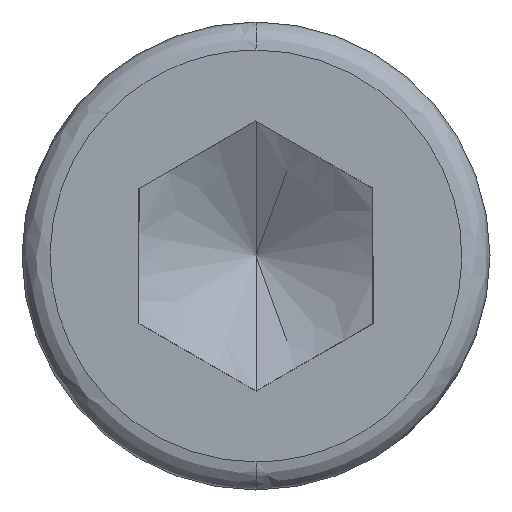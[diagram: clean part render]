
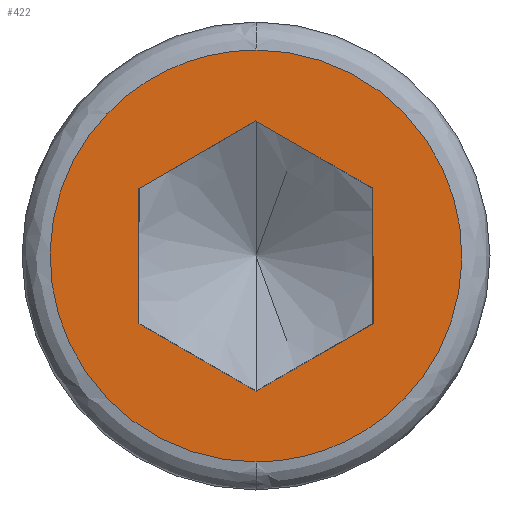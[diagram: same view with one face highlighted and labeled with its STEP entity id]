
A CAD part, left-side view. The second image highlights one B-rep face of the part: STEP entity #422.
In plain terms, the highlighted planar face has unit normal (-1, 0, 0).
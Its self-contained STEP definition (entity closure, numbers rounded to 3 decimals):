
#9 = DIRECTION ( 'NONE',  ( 0., -0.866, -0.5 ) ) ;
#14 = VERTEX_POINT ( 'NONE', #445 ) ;
#30 = PLANE ( 'NONE',  #110 ) ;
#33 = ORIENTED_EDGE ( 'NONE', *, *, #404, .T. ) ;
#75 = CARTESIAN_POINT ( 'NONE',  ( -6., 0., 2.887 ) ) ;
#80 = ORIENTED_EDGE ( 'NONE', *, *, #271, .T. ) ;
#91 = EDGE_CURVE ( 'NONE', #435, #114, #104, .T. ) ;
#98 = CARTESIAN_POINT ( 'NONE',  ( -6., 2.5, 1.443 ) ) ;
#102 = LINE ( 'NONE', #530, #684 ) ;
#104 = LINE ( 'NONE', #393, #686 ) ;
#109 = CARTESIAN_POINT ( 'NONE',  ( -6., 0., 4.4 ) ) ;
#110 = AXIS2_PLACEMENT_3D ( 'NONE', #717, #376, #542 ) ;
#112 = VECTOR ( 'NONE', #9, 1000. ) ;
#114 = VERTEX_POINT ( 'NONE', #450 ) ;
#120 = CARTESIAN_POINT ( 'NONE',  ( -6., 0., -4.4 ) ) ;
#132 = CARTESIAN_POINT ( 'NONE',  ( -6., -2.5, -1.443 ) ) ;
#148 = FACE_BOUND ( 'NONE', #209, .T. ) ;
#152 = ORIENTED_EDGE ( 'NONE', *, *, #91, .T. ) ;
#159 = VERTEX_POINT ( 'NONE', #352 ) ;
#170 = EDGE_CURVE ( 'NONE', #579, #14, #615, .T. ) ;
#183 = CARTESIAN_POINT ( 'NONE',  ( -6., -8.8, -4.4 ) ) ;
#192 = DIRECTION ( 'NONE',  ( 0., 0., 1. ) ) ;
#196 = CARTESIAN_POINT ( 'NONE',  ( -6., 0., -4.4 ) ) ;
#209 = EDGE_LOOP ( 'NONE', ( #558, #152, #80, #687, #305, #33 ) ) ;
#254 = DIRECTION ( 'NONE',  ( 0., 0., -1. ) ) ;
#262 = VERTEX_POINT ( 'NONE', #367 ) ;
#271 = EDGE_CURVE ( 'NONE', #114, #374, #102, .T. ) ;
#272 = CARTESIAN_POINT ( 'NONE',  ( -6., 0., -4.4 ) ) ;
#273 =( BOUNDED_CURVE ( )  B_SPLINE_CURVE ( 3, ( #585, #703, #183, #196 ),
 .UNSPECIFIED., .F., .F. ) 
 B_SPLINE_CURVE_WITH_KNOTS ( ( 4, 4 ),
 ( 0.25, 0.75 ),
 .UNSPECIFIED. ) 
 CURVE ( )  GEOMETRIC_REPRESENTATION_ITEM ( )  RATIONAL_B_SPLINE_CURVE ( ( 1., 0.333, 0.333, 1. ) ) 
 REPRESENTATION_ITEM ( '' )  );
#297 = DIRECTION ( 'NONE',  ( 0., 0.866, -0.5 ) ) ;
#303 = LINE ( 'NONE', #75, #112 ) ;
#305 = ORIENTED_EDGE ( 'NONE', *, *, #333, .T. ) ;
#333 = EDGE_CURVE ( 'NONE', #159, #262, #303, .T. ) ;
#349 = EDGE_CURVE ( 'NONE', #398, #435, #431, .T. ) ;
#352 = CARTESIAN_POINT ( 'NONE',  ( -6., 0., 2.887 ) ) ;
#357 = VECTOR ( 'NONE', #627, 1000. ) ;
#359 = VECTOR ( 'NONE', #297, 1000. ) ;
#367 = CARTESIAN_POINT ( 'NONE',  ( -6., -2.5, 1.443 ) ) ;
#374 = VERTEX_POINT ( 'NONE', #483 ) ;
#376 = DIRECTION ( 'NONE',  ( -1., 0., 0. ) ) ;
#377 = CARTESIAN_POINT ( 'NONE',  ( -6., 0., -2.887 ) ) ;
#393 = CARTESIAN_POINT ( 'NONE',  ( -6., 0., -2.887 ) ) ;
#398 = VERTEX_POINT ( 'NONE', #701 ) ;
#404 = EDGE_CURVE ( 'NONE', #262, #398, #454, .T. ) ;
#419 = CARTESIAN_POINT ( 'NONE',  ( -6., -2.5, 0. ) ) ;
#422 = ADVANCED_FACE ( 'NONE', ( #148, #693 ), #30, .T. ) ;
#431 = LINE ( 'NONE', #132, #359 ) ;
#435 = VERTEX_POINT ( 'NONE', #377 ) ;
#445 = CARTESIAN_POINT ( 'NONE',  ( -6., 0., 4.4 ) ) ;
#450 = CARTESIAN_POINT ( 'NONE',  ( -6., 2.5, -1.443 ) ) ;
#454 = LINE ( 'NONE', #419, #494 ) ;
#463 = CARTESIAN_POINT ( 'NONE',  ( -6., 8.8, 4.4 ) ) ;
#483 = CARTESIAN_POINT ( 'NONE',  ( -6., 2.5, 1.443 ) ) ;
#494 = VECTOR ( 'NONE', #254, 1000. ) ;
#511 = DIRECTION ( 'NONE',  ( 0., 0.866, 0.5 ) ) ;
#530 = CARTESIAN_POINT ( 'NONE',  ( -6., 2.5, 0. ) ) ;
#542 = DIRECTION ( 'NONE',  ( 0., 0., 1. ) ) ;
#558 = ORIENTED_EDGE ( 'NONE', *, *, #349, .T. ) ;
#564 = LINE ( 'NONE', #98, #357 ) ;
#567 = EDGE_LOOP ( 'NONE', ( #654, #678 ) ) ;
#579 = VERTEX_POINT ( 'NONE', #272 ) ;
#585 = CARTESIAN_POINT ( 'NONE',  ( -6., 0., 4.4 ) ) ;
#600 = EDGE_CURVE ( 'NONE', #374, #159, #564, .T. ) ;
#615 =( BOUNDED_CURVE ( )  B_SPLINE_CURVE ( 3, ( #120, #696, #463, #109 ),
 .UNSPECIFIED., .F., .F. ) 
 B_SPLINE_CURVE_WITH_KNOTS ( ( 4, 4 ),
 ( 0.75, 1.25 ),
 .UNSPECIFIED. ) 
 CURVE ( )  GEOMETRIC_REPRESENTATION_ITEM ( )  RATIONAL_B_SPLINE_CURVE ( ( 1., 0.333, 0.333, 1. ) ) 
 REPRESENTATION_ITEM ( '' )  );
#627 = DIRECTION ( 'NONE',  ( 0., -0.866, 0.5 ) ) ;
#654 = ORIENTED_EDGE ( 'NONE', *, *, #170, .F. ) ;
#678 = ORIENTED_EDGE ( 'NONE', *, *, #735, .F. ) ;
#684 = VECTOR ( 'NONE', #192, 1000. ) ;
#686 = VECTOR ( 'NONE', #511, 1000. ) ;
#687 = ORIENTED_EDGE ( 'NONE', *, *, #600, .T. ) ;
#693 = FACE_OUTER_BOUND ( 'NONE', #567, .T. ) ;
#696 = CARTESIAN_POINT ( 'NONE',  ( -6., 8.8, -4.4 ) ) ;
#701 = CARTESIAN_POINT ( 'NONE',  ( -6., -2.5, -1.443 ) ) ;
#703 = CARTESIAN_POINT ( 'NONE',  ( -6., -8.8, 4.4 ) ) ;
#717 = CARTESIAN_POINT ( 'NONE',  ( -6., 3.943, 0. ) ) ;
#735 = EDGE_CURVE ( 'NONE', #14, #579, #273, .T. ) ;
